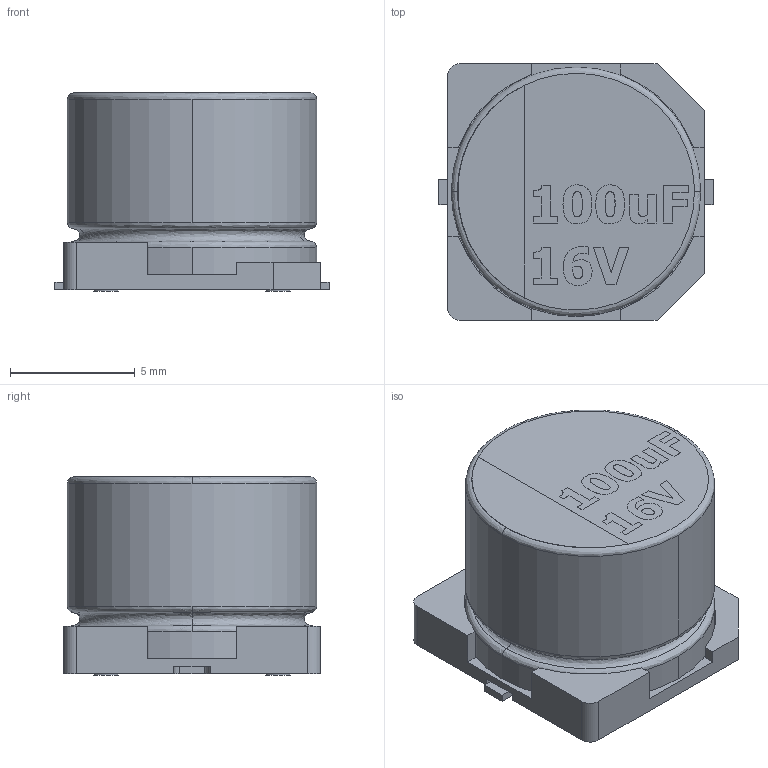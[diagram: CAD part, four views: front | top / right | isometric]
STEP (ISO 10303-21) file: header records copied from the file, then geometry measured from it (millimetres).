
FILE_DESCRIPTION (( 'STEP AP214' ), '1' );
FILE_NAME ('User Library-SMD Polymer Aluminum Electrolytic Capacitors F8 100uF 16V.STEP', '2019-04-26T15:12:01', ( '' ), ( '' ), 'SwSTEP 2.0', 'SolidWorks 2019', '' );
FILE_SCHEMA (( 'AUTOMOTIVE_DESIGN' ));
Length unit declared in the file: millimetre
Products named in the file (1): User Library-SMD Polymer Aluminum Electrolytic Capacitors F8 100uF 16V
Bounding box: 11 x 10.3 x 7.95 mm (x, y, z)
Volume: 643.9 mm3; surface area: 528.1 mm2
Topology: 1 solids, 1 shells, 192 faces, 501 edges, 327 vertices
Faces by surface type: plane 107, bspline 60, cylinder 25
Entity records: 8360 total; most frequent: CARTESIAN_POINT 1823, ORIENTED_EDGE 1002, DIRECTION 738, EDGE_CURVE 501, VERTEX_POINT 327, LINE 318, VECTOR 318, AXIS2_PLACEMENT_3D 210
